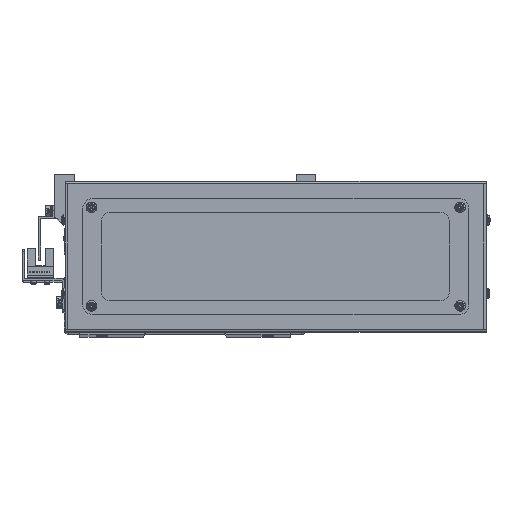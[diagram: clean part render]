
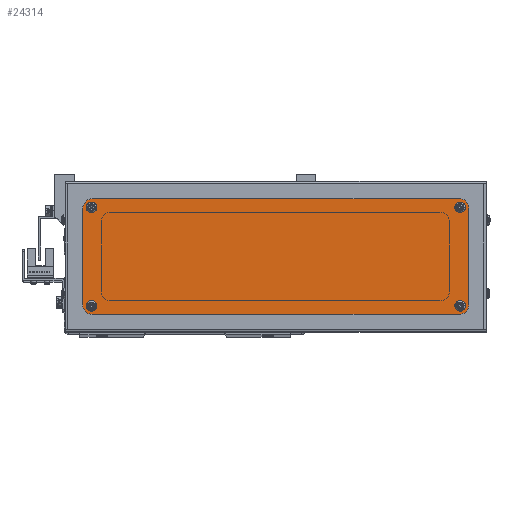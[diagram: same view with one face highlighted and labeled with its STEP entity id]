
A CAD part, top view. The second image highlights one B-rep face of the part: STEP entity #24314.
In plain terms, the highlighted planar face has unit normal (0, 0, 1).
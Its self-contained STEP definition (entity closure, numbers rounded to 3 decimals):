
#577 = CIRCLE ( 'NONE', #8602, 1.7 ) ;
#736 = CARTESIAN_POINT ( 'NONE',  ( -95., 30., 2. ) ) ;
#934 = AXIS2_PLACEMENT_3D ( 'NONE', #51177, #15141, #57217 ) ;
#1603 = CARTESIAN_POINT ( 'NONE',  ( -100., -25., 2. ) ) ;
#1911 = CARTESIAN_POINT ( 'NONE',  ( -97.2, -25.5, 2. ) ) ;
#1937 = CARTESIAN_POINT ( 'NONE',  ( 97.2, 25.5, 2. ) ) ;
#2661 = DIRECTION ( 'NONE',  ( 1., 0., 0. ) ) ;
#3115 = DIRECTION ( 'NONE',  ( 0., 0., 1. ) ) ;
#3197 = DIRECTION ( 'NONE',  ( 1., 0., 0. ) ) ;
#3470 = DIRECTION ( 'NONE',  ( 0., 0., 1. ) ) ;
#3832 = EDGE_CURVE ( 'NONE', #32853, #36870, #6617, .T. ) ;
#3988 = CARTESIAN_POINT ( 'NONE',  ( -95.5, 25.5, 2. ) ) ;
#4904 = ORIENTED_EDGE ( 'NONE', *, *, #3832, .T. ) ;
#6617 = LINE ( 'NONE', #736, #8498 ) ;
#7759 = VECTOR ( 'NONE', #68940, 1000. ) ;
#8498 = VECTOR ( 'NONE', #36729, 1000. ) ;
#8602 = AXIS2_PLACEMENT_3D ( 'NONE', #46373, #10370, #52438 ) ;
#8856 = CIRCLE ( 'NONE', #47516, 1.7 ) ;
#8884 = ORIENTED_EDGE ( 'NONE', *, *, #35999, .F. ) ;
#9828 = DIRECTION ( 'NONE',  ( 0., 0., 1. ) ) ;
#10064 = DIRECTION ( 'NONE',  ( 1., 0., 0. ) ) ;
#10370 = DIRECTION ( 'NONE',  ( 0., 0., 1. ) ) ;
#11014 = ORIENTED_EDGE ( 'NONE', *, *, #47063, .F. ) ;
#11061 = EDGE_LOOP ( 'NONE', ( #35142, #77182 ) ) ;
#12350 = EDGE_CURVE ( 'NONE', #62258, #64941, #71541, .T. ) ;
#13276 = EDGE_CURVE ( 'NONE', #47469, #76266, #71384, .T. ) ;
#13335 = FACE_BOUND ( 'NONE', #58653, .T. ) ;
#13538 = CARTESIAN_POINT ( 'NONE',  ( -93.8, -25.5, 2. ) ) ;
#14970 = AXIS2_PLACEMENT_3D ( 'NONE', #39109, #3115, #45171 ) ;
#15141 = DIRECTION ( 'NONE',  ( 0., 0., 1. ) ) ;
#16071 = VECTOR ( 'NONE', #49706, 1000. ) ;
#16243 = AXIS2_PLACEMENT_3D ( 'NONE', #75345, #39186, #3197 ) ;
#16252 = AXIS2_PLACEMENT_3D ( 'NONE', #25817, #68008, #31855 ) ;
#16347 = DIRECTION ( 'NONE',  ( 0., 0., 1. ) ) ;
#17483 = AXIS2_PLACEMENT_3D ( 'NONE', #54997, #18936, #61075 ) ;
#17613 = CARTESIAN_POINT ( 'NONE',  ( 93.8, -25.5, 2. ) ) ;
#18936 = DIRECTION ( 'NONE',  ( 0., 0., 1. ) ) ;
#19015 = VERTEX_POINT ( 'NONE', #21494 ) ;
#19781 = CARTESIAN_POINT ( 'NONE',  ( 95.5, 25.5, 2. ) ) ;
#21494 = CARTESIAN_POINT ( 'NONE',  ( 97.2, -25.5, 2. ) ) ;
#22898 = CIRCLE ( 'NONE', #68146, 1.7 ) ;
#24314 = ADVANCED_FACE ( 'NONE', ( #77364, #29264, #61378, #31153, #13335 ), #57602, .T. ) ;
#25215 = EDGE_CURVE ( 'NONE', #51742, #66786, #66899, .T. ) ;
#25228 = EDGE_LOOP ( 'NONE', ( #11014, #8884 ) ) ;
#25816 = DIRECTION ( 'NONE',  ( 1., 0., 0. ) ) ;
#25817 = CARTESIAN_POINT ( 'NONE',  ( -95., -25., 2. ) ) ;
#28028 = CARTESIAN_POINT ( 'NONE',  ( -95., 30., 2. ) ) ;
#28495 = AXIS2_PLACEMENT_3D ( 'NONE', #74827, #38680, #2661 ) ;
#29264 = FACE_BOUND ( 'NONE', #25228, .T. ) ;
#29336 = CARTESIAN_POINT ( 'NONE',  ( -100., -25., 2. ) ) ;
#30268 = AXIS2_PLACEMENT_3D ( 'NONE', #39392, #69746, #33594 ) ;
#31059 = DIRECTION ( 'NONE',  ( 0., 1., 0. ) ) ;
#31091 = EDGE_CURVE ( 'NONE', #57393, #51742, #33922, .T. ) ;
#31153 = FACE_BOUND ( 'NONE', #11061, .T. ) ;
#31855 = DIRECTION ( 'NONE',  ( 1., 0., 0. ) ) ;
#31863 = CARTESIAN_POINT ( 'NONE',  ( -100., 25., 2. ) ) ;
#31900 = EDGE_LOOP ( 'NONE', ( #50927, #60236, #42491, #72324, #49764, #4904, #37618, #64500 ) ) ;
#32853 = VERTEX_POINT ( 'NONE', #38255 ) ;
#33594 = DIRECTION ( 'NONE',  ( 1., 0., 0. ) ) ;
#33869 = VERTEX_POINT ( 'NONE', #72669 ) ;
#33922 = LINE ( 'NONE', #1603, #16071 ) ;
#34105 = VECTOR ( 'NONE', #31059, 1000. ) ;
#35142 = ORIENTED_EDGE ( 'NONE', *, *, #77188, .F. ) ;
#35356 = EDGE_CURVE ( 'NONE', #74782, #33869, #52258, .T. ) ;
#35994 = LINE ( 'NONE', #67217, #34105 ) ;
#35999 = EDGE_CURVE ( 'NONE', #75784, #71964, #8856, .T. ) ;
#36560 = EDGE_LOOP ( 'NONE', ( #50858, #74148 ) ) ;
#36729 = DIRECTION ( 'NONE',  ( -1., 0., 0. ) ) ;
#36870 = VERTEX_POINT ( 'NONE', #28028 ) ;
#37618 = ORIENTED_EDGE ( 'NONE', *, *, #46606, .T. ) ;
#38255 = CARTESIAN_POINT ( 'NONE',  ( 95., 30., 2. ) ) ;
#38680 = DIRECTION ( 'NONE',  ( 0., 0., 1. ) ) ;
#39109 = CARTESIAN_POINT ( 'NONE',  ( -95.5, -25.5, 2. ) ) ;
#39186 = DIRECTION ( 'NONE',  ( 0., 0., 1. ) ) ;
#39392 = CARTESIAN_POINT ( 'NONE',  ( -95., -25., 2. ) ) ;
#39502 = CARTESIAN_POINT ( 'NONE',  ( -95.5, -25.5, 2. ) ) ;
#41263 = CARTESIAN_POINT ( 'NONE',  ( 100., 25., 2. ) ) ;
#41425 = EDGE_CURVE ( 'NONE', #42176, #19015, #22898, .T. ) ;
#41603 = LINE ( 'NONE', #62854, #7759 ) ;
#41684 = EDGE_CURVE ( 'NONE', #76266, #49388, #35994, .T. ) ;
#42176 = VERTEX_POINT ( 'NONE', #17613 ) ;
#42491 = ORIENTED_EDGE ( 'NONE', *, *, #13276, .T. ) ;
#45171 = DIRECTION ( 'NONE',  ( 1., 0., 0. ) ) ;
#45534 = DIRECTION ( 'NONE',  ( 1., 0., 0. ) ) ;
#45820 = CARTESIAN_POINT ( 'NONE',  ( 95.5, -25.5, 2. ) ) ;
#45999 = CARTESIAN_POINT ( 'NONE',  ( -93.8, 25.5, 2. ) ) ;
#46069 = DIRECTION ( 'NONE',  ( 0., 0., 1. ) ) ;
#46373 = CARTESIAN_POINT ( 'NONE',  ( 95.5, -25.5, 2. ) ) ;
#46606 = EDGE_CURVE ( 'NONE', #36870, #57393, #68014, .T. ) ;
#47063 = EDGE_CURVE ( 'NONE', #71964, #75784, #47164, .T. ) ;
#47164 = CIRCLE ( 'NONE', #17483, 1.7 ) ;
#47228 = ORIENTED_EDGE ( 'NONE', *, *, #12350, .F. ) ;
#47469 = VERTEX_POINT ( 'NONE', #52570 ) ;
#47516 = AXIS2_PLACEMENT_3D ( 'NONE', #19781, #61913, #25816 ) ;
#48987 = CARTESIAN_POINT ( 'NONE',  ( 93.8, 25.5, 2. ) ) ;
#49388 = VERTEX_POINT ( 'NONE', #41263 ) ;
#49706 = DIRECTION ( 'NONE',  ( 0., -1., 0. ) ) ;
#49764 = ORIENTED_EDGE ( 'NONE', *, *, #57561, .T. ) ;
#50519 = EDGE_CURVE ( 'NONE', #19015, #42176, #577, .T. ) ;
#50858 = ORIENTED_EDGE ( 'NONE', *, *, #41425, .F. ) ;
#50927 = ORIENTED_EDGE ( 'NONE', *, *, #25215, .T. ) ;
#51177 = CARTESIAN_POINT ( 'NONE',  ( 95., -25., 2. ) ) ;
#51742 = VERTEX_POINT ( 'NONE', #29336 ) ;
#51903 = DIRECTION ( 'NONE',  ( 1., 0., 0. ) ) ;
#52258 = CIRCLE ( 'NONE', #76304, 1.7 ) ;
#52380 = CARTESIAN_POINT ( 'NONE',  ( -95.5, 25.5, 2. ) ) ;
#52438 = DIRECTION ( 'NONE',  ( 1., 0., 0. ) ) ;
#52570 = CARTESIAN_POINT ( 'NONE',  ( 95., -30., 2. ) ) ;
#54997 = CARTESIAN_POINT ( 'NONE',  ( 95.5, 25.5, 2. ) ) ;
#55161 = ORIENTED_EDGE ( 'NONE', *, *, #68991, .F. ) ;
#56220 = AXIS2_PLACEMENT_3D ( 'NONE', #39502, #3470, #45534 ) ;
#57217 = DIRECTION ( 'NONE',  ( 1., 0., 0. ) ) ;
#57393 = VERTEX_POINT ( 'NONE', #31863 ) ;
#57561 = EDGE_CURVE ( 'NONE', #49388, #32853, #63385, .T. ) ;
#57602 = PLANE ( 'NONE',  #30268 ) ;
#58104 = EDGE_CURVE ( 'NONE', #66786, #47469, #41603, .T. ) ;
#58450 = DIRECTION ( 'NONE',  ( 1., 0., 0. ) ) ;
#58653 = EDGE_LOOP ( 'NONE', ( #47228, #55161 ) ) ;
#60236 = ORIENTED_EDGE ( 'NONE', *, *, #58104, .T. ) ;
#61075 = DIRECTION ( 'NONE',  ( 1., 0., 0. ) ) ;
#61378 = FACE_OUTER_BOUND ( 'NONE', #31900, .T. ) ;
#61913 = DIRECTION ( 'NONE',  ( 0., 0., 1. ) ) ;
#62258 = VERTEX_POINT ( 'NONE', #1911 ) ;
#62854 = CARTESIAN_POINT ( 'NONE',  ( 95., -30., 2. ) ) ;
#63385 = CIRCLE ( 'NONE', #16243, 5. ) ;
#64500 = ORIENTED_EDGE ( 'NONE', *, *, #31091, .T. ) ;
#64941 = VERTEX_POINT ( 'NONE', #13538 ) ;
#65853 = CARTESIAN_POINT ( 'NONE',  ( 100., -25., 2. ) ) ;
#66080 = CARTESIAN_POINT ( 'NONE',  ( -95., -30., 2. ) ) ;
#66786 = VERTEX_POINT ( 'NONE', #66080 ) ;
#66899 = CIRCLE ( 'NONE', #16252, 5. ) ;
#67217 = CARTESIAN_POINT ( 'NONE',  ( 100., 25., 2. ) ) ;
#68008 = DIRECTION ( 'NONE',  ( 0., 0., 1. ) ) ;
#68014 = CIRCLE ( 'NONE', #28495, 5. ) ;
#68146 = AXIS2_PLACEMENT_3D ( 'NONE', #45820, #9828, #51903 ) ;
#68940 = DIRECTION ( 'NONE',  ( 1., 0., 0. ) ) ;
#68991 = EDGE_CURVE ( 'NONE', #64941, #62258, #77845, .T. ) ;
#69746 = DIRECTION ( 'NONE',  ( 0., 0., 1. ) ) ;
#71384 = CIRCLE ( 'NONE', #934, 5. ) ;
#71408 = CIRCLE ( 'NONE', #75849, 1.7 ) ;
#71541 = CIRCLE ( 'NONE', #14970, 1.7 ) ;
#71964 = VERTEX_POINT ( 'NONE', #48987 ) ;
#72324 = ORIENTED_EDGE ( 'NONE', *, *, #41684, .T. ) ;
#72669 = CARTESIAN_POINT ( 'NONE',  ( -97.2, 25.5, 2. ) ) ;
#74148 = ORIENTED_EDGE ( 'NONE', *, *, #50519, .F. ) ;
#74782 = VERTEX_POINT ( 'NONE', #45999 ) ;
#74827 = CARTESIAN_POINT ( 'NONE',  ( -95., 25., 2. ) ) ;
#75345 = CARTESIAN_POINT ( 'NONE',  ( 95., 25., 2. ) ) ;
#75784 = VERTEX_POINT ( 'NONE', #1937 ) ;
#75849 = AXIS2_PLACEMENT_3D ( 'NONE', #52380, #16347, #58450 ) ;
#76266 = VERTEX_POINT ( 'NONE', #65853 ) ;
#76304 = AXIS2_PLACEMENT_3D ( 'NONE', #3988, #46069, #10064 ) ;
#77182 = ORIENTED_EDGE ( 'NONE', *, *, #35356, .F. ) ;
#77188 = EDGE_CURVE ( 'NONE', #33869, #74782, #71408, .T. ) ;
#77364 = FACE_BOUND ( 'NONE', #36560, .T. ) ;
#77845 = CIRCLE ( 'NONE', #56220, 1.7 ) ;
